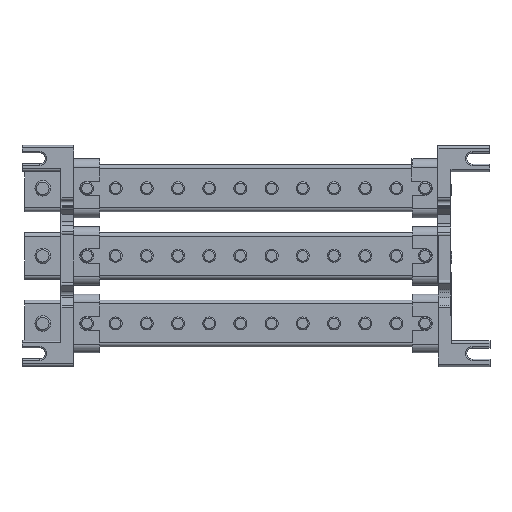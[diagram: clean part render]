
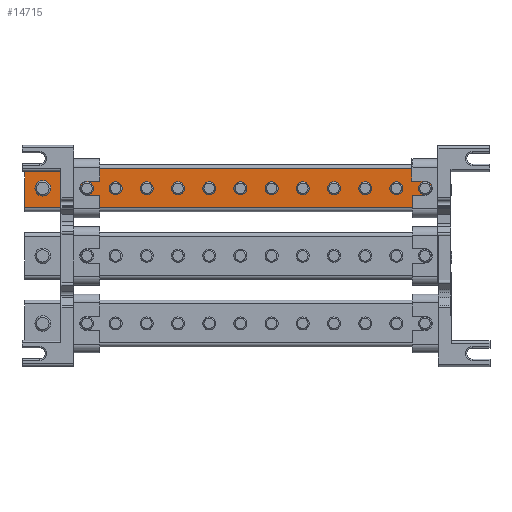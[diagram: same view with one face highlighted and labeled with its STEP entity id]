
A CAD part, front view. The second image highlights one B-rep face of the part: STEP entity #14715.
In plain terms, the highlighted face is planar.
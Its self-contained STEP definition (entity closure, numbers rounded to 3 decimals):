
#824=FACE_BOUND('',#2533,.T.);
#825=FACE_BOUND('',#2534,.T.);
#826=FACE_BOUND('',#2535,.T.);
#827=FACE_BOUND('',#2536,.T.);
#828=FACE_BOUND('',#2537,.T.);
#829=FACE_BOUND('',#2538,.T.);
#830=FACE_BOUND('',#2539,.T.);
#831=FACE_BOUND('',#2540,.T.);
#832=FACE_BOUND('',#2541,.T.);
#833=FACE_BOUND('',#2542,.T.);
#834=FACE_BOUND('',#2543,.T.);
#835=FACE_BOUND('',#2544,.T.);
#836=FACE_BOUND('',#2545,.T.);
#1086=PLANE('',#15688);
#1708=FACE_OUTER_BOUND('',#2532,.T.);
#2532=EDGE_LOOP('',(#12241,#12242,#12243,#12244));
#2533=EDGE_LOOP('',(#12245));
#2534=EDGE_LOOP('',(#12246));
#2535=EDGE_LOOP('',(#12247));
#2536=EDGE_LOOP('',(#12248));
#2537=EDGE_LOOP('',(#12249));
#2538=EDGE_LOOP('',(#12250));
#2539=EDGE_LOOP('',(#12251));
#2540=EDGE_LOOP('',(#12252));
#2541=EDGE_LOOP('',(#12253));
#2542=EDGE_LOOP('',(#12254));
#2543=EDGE_LOOP('',(#12255));
#2544=EDGE_LOOP('',(#12256));
#2545=EDGE_LOOP('',(#12257));
#3717=LINE('',#24074,#5099);
#3718=LINE('',#24077,#5100);
#3719=LINE('',#24079,#5101);
#3720=LINE('',#24080,#5102);
#5099=VECTOR('',#18153,10.);
#5100=VECTOR('',#18156,10.);
#5101=VECTOR('',#18157,10.);
#5102=VECTOR('',#18158,10.);
#5822=CIRCLE('',#15646,2.9);
#5824=CIRCLE('',#15649,2.4);
#5826=CIRCLE('',#15652,2.4);
#5828=CIRCLE('',#15655,2.4);
#5830=CIRCLE('',#15658,2.4);
#5832=CIRCLE('',#15661,2.4);
#5834=CIRCLE('',#15664,2.4);
#5836=CIRCLE('',#15667,2.4);
#5838=CIRCLE('',#15670,2.4);
#5840=CIRCLE('',#15673,2.4);
#5842=CIRCLE('',#15676,2.4);
#5844=CIRCLE('',#15679,2.4);
#5846=CIRCLE('',#15682,2.4);
#6900=VERTEX_POINT('',#23983);
#6902=VERTEX_POINT('',#23989);
#6904=VERTEX_POINT('',#23995);
#6906=VERTEX_POINT('',#24001);
#6908=VERTEX_POINT('',#24007);
#6910=VERTEX_POINT('',#24013);
#6912=VERTEX_POINT('',#24019);
#6914=VERTEX_POINT('',#24025);
#6916=VERTEX_POINT('',#24031);
#6918=VERTEX_POINT('',#24037);
#6920=VERTEX_POINT('',#24043);
#6922=VERTEX_POINT('',#24049);
#6924=VERTEX_POINT('',#24055);
#6930=VERTEX_POINT('',#24070);
#6931=VERTEX_POINT('',#24072);
#6932=VERTEX_POINT('',#24076);
#6933=VERTEX_POINT('',#24078);
#8760=EDGE_CURVE('',#6900,#6900,#5822,.T.);
#8763=EDGE_CURVE('',#6902,#6902,#5824,.T.);
#8766=EDGE_CURVE('',#6904,#6904,#5826,.T.);
#8769=EDGE_CURVE('',#6906,#6906,#5828,.T.);
#8772=EDGE_CURVE('',#6908,#6908,#5830,.T.);
#8775=EDGE_CURVE('',#6910,#6910,#5832,.T.);
#8778=EDGE_CURVE('',#6912,#6912,#5834,.T.);
#8781=EDGE_CURVE('',#6914,#6914,#5836,.T.);
#8784=EDGE_CURVE('',#6916,#6916,#5838,.T.);
#8787=EDGE_CURVE('',#6918,#6918,#5840,.T.);
#8790=EDGE_CURVE('',#6920,#6920,#5842,.T.);
#8793=EDGE_CURVE('',#6922,#6922,#5844,.T.);
#8796=EDGE_CURVE('',#6924,#6924,#5846,.T.);
#8805=EDGE_CURVE('',#6930,#6931,#3717,.T.);
#8806=EDGE_CURVE('',#6930,#6932,#3718,.T.);
#8807=EDGE_CURVE('',#6933,#6931,#3719,.T.);
#8808=EDGE_CURVE('',#6932,#6933,#3720,.T.);
#12241=ORIENTED_EDGE('',*,*,#8806,.F.);
#12242=ORIENTED_EDGE('',*,*,#8805,.T.);
#12243=ORIENTED_EDGE('',*,*,#8807,.F.);
#12244=ORIENTED_EDGE('',*,*,#8808,.F.);
#12245=ORIENTED_EDGE('',*,*,#8760,.T.);
#12246=ORIENTED_EDGE('',*,*,#8763,.T.);
#12247=ORIENTED_EDGE('',*,*,#8766,.T.);
#12248=ORIENTED_EDGE('',*,*,#8769,.T.);
#12249=ORIENTED_EDGE('',*,*,#8772,.T.);
#12250=ORIENTED_EDGE('',*,*,#8775,.T.);
#12251=ORIENTED_EDGE('',*,*,#8778,.T.);
#12252=ORIENTED_EDGE('',*,*,#8781,.T.);
#12253=ORIENTED_EDGE('',*,*,#8784,.T.);
#12254=ORIENTED_EDGE('',*,*,#8787,.T.);
#12255=ORIENTED_EDGE('',*,*,#8790,.T.);
#12256=ORIENTED_EDGE('',*,*,#8793,.T.);
#12257=ORIENTED_EDGE('',*,*,#8796,.T.);
#14715=ADVANCED_FACE('',(#1708,#824,#825,#826,#827,#828,#829,#830,#831,
#832,#833,#834,#835,#836),#1086,.T.);
#15646=AXIS2_PLACEMENT_3D('',#23984,#18052,#18053);
#15649=AXIS2_PLACEMENT_3D('',#23990,#18059,#18060);
#15652=AXIS2_PLACEMENT_3D('',#23996,#18066,#18067);
#15655=AXIS2_PLACEMENT_3D('',#24002,#18073,#18074);
#15658=AXIS2_PLACEMENT_3D('',#24008,#18080,#18081);
#15661=AXIS2_PLACEMENT_3D('',#24014,#18087,#18088);
#15664=AXIS2_PLACEMENT_3D('',#24020,#18094,#18095);
#15667=AXIS2_PLACEMENT_3D('',#24026,#18101,#18102);
#15670=AXIS2_PLACEMENT_3D('',#24032,#18108,#18109);
#15673=AXIS2_PLACEMENT_3D('',#24038,#18115,#18116);
#15676=AXIS2_PLACEMENT_3D('',#24044,#18122,#18123);
#15679=AXIS2_PLACEMENT_3D('',#24050,#18129,#18130);
#15682=AXIS2_PLACEMENT_3D('',#24056,#18136,#18137);
#15688=AXIS2_PLACEMENT_3D('',#24075,#18154,#18155);
#18052=DIRECTION('center_axis',(-1.,0.,0.));
#18053=DIRECTION('ref_axis',(0.,0.,-1.));
#18059=DIRECTION('center_axis',(-1.,0.,0.));
#18060=DIRECTION('ref_axis',(0.,0.,-1.));
#18066=DIRECTION('center_axis',(-1.,0.,0.));
#18067=DIRECTION('ref_axis',(0.,0.,-1.));
#18073=DIRECTION('center_axis',(-1.,0.,0.));
#18074=DIRECTION('ref_axis',(0.,0.,-1.));
#18080=DIRECTION('center_axis',(-1.,0.,0.));
#18081=DIRECTION('ref_axis',(0.,0.,-1.));
#18087=DIRECTION('center_axis',(-1.,0.,0.));
#18088=DIRECTION('ref_axis',(0.,0.,-1.));
#18094=DIRECTION('center_axis',(-1.,0.,0.));
#18095=DIRECTION('ref_axis',(0.,0.,-1.));
#18101=DIRECTION('center_axis',(-1.,0.,0.));
#18102=DIRECTION('ref_axis',(0.,0.,-1.));
#18108=DIRECTION('center_axis',(-1.,0.,0.));
#18109=DIRECTION('ref_axis',(0.,0.,-1.));
#18115=DIRECTION('center_axis',(-1.,0.,0.));
#18116=DIRECTION('ref_axis',(0.,0.,-1.));
#18122=DIRECTION('center_axis',(-1.,0.,0.));
#18123=DIRECTION('ref_axis',(0.,0.,-1.));
#18129=DIRECTION('center_axis',(-1.,0.,0.));
#18130=DIRECTION('ref_axis',(0.,0.,-1.));
#18136=DIRECTION('center_axis',(-1.,0.,0.));
#18137=DIRECTION('ref_axis',(0.,0.,-1.));
#18153=DIRECTION('',(0.,-1.,0.));
#18154=DIRECTION('center_axis',(1.,0.,0.));
#18155=DIRECTION('ref_axis',(0.,0.,1.));
#18156=DIRECTION('',(0.,0.,-1.));
#18157=DIRECTION('',(0.,0.,1.));
#18158=DIRECTION('',(0.,-1.,0.));
#23983=CARTESIAN_POINT('',(1.5,-7.,2.9));
#23984=CARTESIAN_POINT('Origin',(1.5,-7.,0.));
#23989=CARTESIAN_POINT('',(1.5,-154.,2.4));
#23990=CARTESIAN_POINT('Origin',(1.5,-154.,0.));
#23995=CARTESIAN_POINT('',(1.5,-143.,2.4));
#23996=CARTESIAN_POINT('Origin',(1.5,-143.,0.));
#24001=CARTESIAN_POINT('',(1.5,-131.,2.4));
#24002=CARTESIAN_POINT('Origin',(1.5,-131.,0.));
#24007=CARTESIAN_POINT('',(1.5,-119.,2.4));
#24008=CARTESIAN_POINT('Origin',(1.5,-119.,0.));
#24013=CARTESIAN_POINT('',(1.5,-107.,2.4));
#24014=CARTESIAN_POINT('Origin',(1.5,-107.,0.));
#24019=CARTESIAN_POINT('',(1.5,-95.,2.4));
#24020=CARTESIAN_POINT('Origin',(1.5,-95.,0.));
#24025=CARTESIAN_POINT('',(1.5,-83.,2.4));
#24026=CARTESIAN_POINT('Origin',(1.5,-83.,0.));
#24031=CARTESIAN_POINT('',(1.5,-71.,2.4));
#24032=CARTESIAN_POINT('Origin',(1.5,-71.,0.));
#24037=CARTESIAN_POINT('',(1.5,-59.,2.4));
#24038=CARTESIAN_POINT('Origin',(1.5,-59.,0.));
#24043=CARTESIAN_POINT('',(1.5,-47.,2.4));
#24044=CARTESIAN_POINT('Origin',(1.5,-47.,0.));
#24049=CARTESIAN_POINT('',(1.5,-35.,2.4));
#24050=CARTESIAN_POINT('Origin',(1.5,-35.,0.));
#24055=CARTESIAN_POINT('',(1.5,-24.,2.4));
#24056=CARTESIAN_POINT('Origin',(1.5,-24.,0.));
#24070=CARTESIAN_POINT('',(1.5,0.,7.5));
#24072=CARTESIAN_POINT('',(1.5,-162.,7.5));
#24074=CARTESIAN_POINT('',(1.5,0.,7.5));
#24075=CARTESIAN_POINT('Origin',(1.5,0.,-7.5));
#24076=CARTESIAN_POINT('',(1.5,0.,-7.5));
#24077=CARTESIAN_POINT('',(1.5,0.,7.5));
#24078=CARTESIAN_POINT('',(1.5,-162.,-7.5));
#24079=CARTESIAN_POINT('',(1.5,-162.,7.5));
#24080=CARTESIAN_POINT('',(1.5,0.,-7.5));
